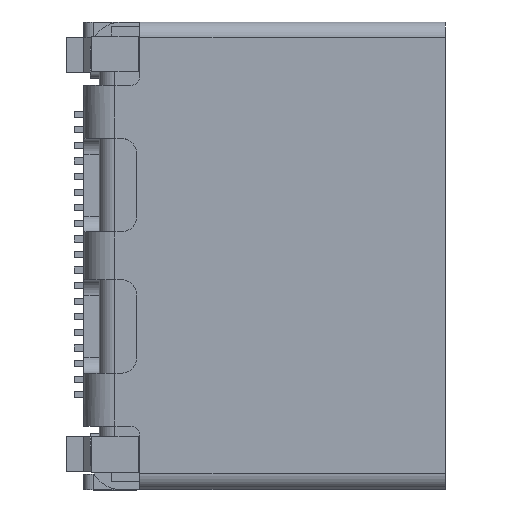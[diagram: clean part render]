
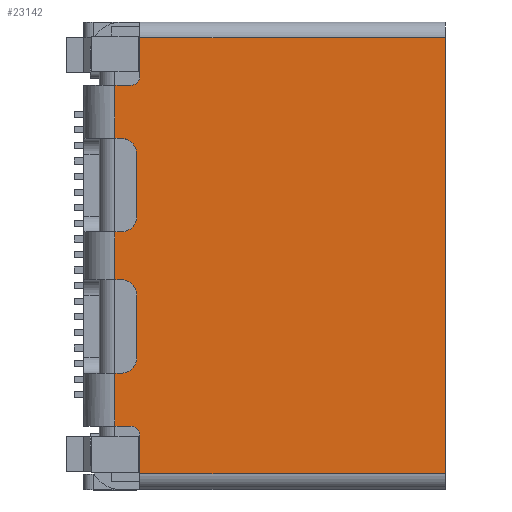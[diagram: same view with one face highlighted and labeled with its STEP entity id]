
A CAD part, top view. The second image highlights one B-rep face of the part: STEP entity #23142.
In plain terms, the highlighted planar face has unit normal (0, 0, 1).
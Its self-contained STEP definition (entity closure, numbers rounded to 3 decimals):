
#430=PLANE('',#24714);
#1214=CIRCLE('',#24389,0.3);
#1223=CIRCLE('',#24404,0.5);
#1224=CIRCLE('',#24406,0.5);
#1273=CIRCLE('',#24497,0.3);
#1282=CIRCLE('',#24512,0.5);
#1283=CIRCLE('',#24514,0.5);
#5090=ORIENTED_EDGE('',*,*,#9074,.T.);
#5091=ORIENTED_EDGE('',*,*,#8616,.T.);
#5092=ORIENTED_EDGE('',*,*,#8590,.F.);
#5093=ORIENTED_EDGE('',*,*,#8618,.T.);
#5094=ORIENTED_EDGE('',*,*,#8593,.F.);
#5095=ORIENTED_EDGE('',*,*,#8613,.T.);
#5096=ORIENTED_EDGE('',*,*,#9025,.T.);
#5097=ORIENTED_EDGE('',*,*,#8620,.F.);
#5098=ORIENTED_EDGE('',*,*,#8569,.F.);
#5099=ORIENTED_EDGE('',*,*,#8843,.F.);
#5100=ORIENTED_EDGE('',*,*,#8913,.T.);
#5101=ORIENTED_EDGE('',*,*,#8946,.F.);
#5102=ORIENTED_EDGE('',*,*,#8915,.F.);
#5103=ORIENTED_EDGE('',*,*,#9032,.F.);
#5104=ORIENTED_EDGE('',*,*,#8729,.F.);
#5105=ORIENTED_EDGE('',*,*,#9044,.F.);
#5106=ORIENTED_EDGE('',*,*,#9030,.T.);
#5107=ORIENTED_EDGE('',*,*,#9049,.T.);
#5108=ORIENTED_EDGE('',*,*,#8753,.F.);
#5109=ORIENTED_EDGE('',*,*,#9045,.T.);
#5110=ORIENTED_EDGE('',*,*,#8750,.F.);
#5111=ORIENTED_EDGE('',*,*,#9047,.T.);
#8569=EDGE_CURVE('',#10973,#10974,#1214,.T.);
#8590=EDGE_CURVE('',#10991,#10992,#1223,.T.);
#8593=EDGE_CURVE('',#10993,#10994,#1224,.T.);
#8613=EDGE_CURVE('',#10993,#11007,#12877,.T.);
#8616=EDGE_CURVE('',#11008,#10992,#12878,.T.);
#8618=EDGE_CURVE('',#10991,#10994,#12880,.T.);
#8620=EDGE_CURVE('',#10974,#11009,#12881,.T.);
#8729=EDGE_CURVE('',#11107,#11108,#1273,.T.);
#8750=EDGE_CURVE('',#11125,#11126,#1282,.T.);
#8753=EDGE_CURVE('',#11127,#11128,#1283,.T.);
#8843=EDGE_CURVE('',#11173,#10973,#13021,.T.);
#8913=EDGE_CURVE('',#11173,#11211,#13073,.T.);
#8915=EDGE_CURVE('',#11213,#11214,#13074,.T.);
#8946=EDGE_CURVE('',#11214,#11211,#13096,.T.);
#9025=EDGE_CURVE('',#11007,#11009,#13149,.T.);
#9030=EDGE_CURVE('',#11267,#11266,#13151,.T.);
#9032=EDGE_CURVE('',#11108,#11213,#13152,.T.);
#9044=EDGE_CURVE('',#11267,#11107,#13159,.T.);
#9045=EDGE_CURVE('',#11127,#11126,#13160,.T.);
#9047=EDGE_CURVE('',#11125,#11269,#13161,.T.);
#9049=EDGE_CURVE('',#11266,#11128,#13163,.T.);
#9074=EDGE_CURVE('',#11269,#11008,#13184,.T.);
#10973=VERTEX_POINT('',#33982);
#10974=VERTEX_POINT('',#33984);
#10991=VERTEX_POINT('',#34027);
#10992=VERTEX_POINT('',#34029);
#10993=VERTEX_POINT('',#34033);
#10994=VERTEX_POINT('',#34035);
#11007=VERTEX_POINT('',#34078);
#11008=VERTEX_POINT('',#34082);
#11009=VERTEX_POINT('',#34092);
#11107=VERTEX_POINT('',#34341);
#11108=VERTEX_POINT('',#34343);
#11125=VERTEX_POINT('',#34386);
#11126=VERTEX_POINT('',#34388);
#11127=VERTEX_POINT('',#34392);
#11128=VERTEX_POINT('',#34394);
#11173=VERTEX_POINT('',#34560);
#11211=VERTEX_POINT('',#34680);
#11213=VERTEX_POINT('',#34685);
#11214=VERTEX_POINT('',#34687);
#11266=VERTEX_POINT('',#34937);
#11267=VERTEX_POINT('',#34939);
#11269=VERTEX_POINT('',#34971);
#12877=LINE('',#34079,#15079);
#12878=LINE('',#34084,#15080);
#12880=LINE('',#34088,#15082);
#12881=LINE('',#34091,#15083);
#13021=LINE('',#34559,#15223);
#13073=LINE('',#34681,#15275);
#13074=LINE('',#34686,#15276);
#13096=LINE('',#34745,#15298);
#13149=LINE('',#34923,#15351);
#13151=LINE('',#34938,#15353);
#13152=LINE('',#34942,#15354);
#13159=LINE('',#34966,#15361);
#13160=LINE('',#34968,#15362);
#13161=LINE('',#34972,#15363);
#13163=LINE('',#34975,#15365);
#13184=LINE('',#35034,#15386);
#15079=VECTOR('',#27866,1000.);
#15080=VECTOR('',#27873,1000.);
#15082=VECTOR('',#27879,1000.);
#15083=VECTOR('',#27884,1000.);
#15223=VECTOR('',#28294,1000.);
#15275=VECTOR('',#28408,1000.);
#15276=VECTOR('',#28413,1000.);
#15298=VECTOR('',#28465,1000.);
#15351=VECTOR('',#28626,1000.);
#15353=VECTOR('',#28634,1000.);
#15354=VECTOR('',#28639,1000.);
#15361=VECTOR('',#28662,1000.);
#15362=VECTOR('',#28665,1000.);
#15363=VECTOR('',#28670,1000.);
#15365=VECTOR('',#28674,1000.);
#15386=VECTOR('',#28767,1000.);
#17037=EDGE_LOOP('',(#5090,#5091,#5092,#5093,#5094,#5095,#5096,#5097,#5098,
#5099,#5100,#5101,#5102,#5103,#5104,#5105,#5106,#5107,#5108,#5109,#5110,
#5111));
#18123=FACE_BOUND('',#17037,.T.);
#23142=ADVANCED_FACE('',(#18123),#430,.T.);
#24389=AXIS2_PLACEMENT_3D('',#33983,#27783,#27784);
#24404=AXIS2_PLACEMENT_3D('',#34028,#27825,#27826);
#24406=AXIS2_PLACEMENT_3D('',#34034,#27831,#27832);
#24497=AXIS2_PLACEMENT_3D('',#34342,#28087,#28088);
#24512=AXIS2_PLACEMENT_3D('',#34387,#28129,#28130);
#24514=AXIS2_PLACEMENT_3D('',#34393,#28135,#28136);
#24714=AXIS2_PLACEMENT_3D('',#35033,#28765,#28766);
#27783=DIRECTION('',(0.,0.,1.));
#27784=DIRECTION('',(-1.,0.,0.));
#27825=DIRECTION('',(0.,0.,1.));
#27826=DIRECTION('',(-1.,0.,0.));
#27831=DIRECTION('',(0.,0.,1.));
#27832=DIRECTION('',(-1.,0.,0.));
#27866=DIRECTION('',(0.,-1.,0.));
#27873=DIRECTION('',(0.,1.,0.));
#27879=DIRECTION('',(1.,0.,0.));
#27884=DIRECTION('',(0.,-1.,0.));
#28087=DIRECTION('',(0.,0.,1.));
#28088=DIRECTION('',(-1.,0.,0.));
#28129=DIRECTION('',(0.,0.,1.));
#28130=DIRECTION('',(-1.,0.,0.));
#28135=DIRECTION('',(0.,0.,1.));
#28136=DIRECTION('',(-1.,0.,0.));
#28294=DIRECTION('',(-1.,0.,0.));
#28408=DIRECTION('',(0.,1.,0.));
#28413=DIRECTION('',(0.,1.,0.));
#28465=DIRECTION('',(1.,0.,0.));
#28626=DIRECTION('',(1.,0.,0.));
#28634=DIRECTION('',(1.,0.,0.));
#28639=DIRECTION('',(-1.,0.,0.));
#28662=DIRECTION('',(0.,1.,0.));
#28665=DIRECTION('',(1.,0.,0.));
#28670=DIRECTION('',(0.,-1.,0.));
#28674=DIRECTION('',(0.,1.,0.));
#28765=DIRECTION('',(0.,0.,1.));
#28766=DIRECTION('',(-1.,0.,0.));
#28767=DIRECTION('',(1.,0.,0.));
#33982=CARTESIAN_POINT('',(5.815,-0.8,2.035));
#33983=CARTESIAN_POINT('',(5.815,-1.1,2.035));
#33984=CARTESIAN_POINT('',(5.515,-1.1,2.035));
#34027=CARTESIAN_POINT('',(1.315,-0.9,2.035));
#34028=CARTESIAN_POINT('',(1.315,-1.4,2.035));
#34029=CARTESIAN_POINT('',(0.815,-1.4,2.035));
#34033=CARTESIAN_POINT('',(3.815,-1.4,2.035));
#34034=CARTESIAN_POINT('',(3.315,-1.4,2.035));
#34035=CARTESIAN_POINT('',(3.315,-0.9,2.035));
#34078=CARTESIAN_POINT('',(3.815,-1.6,2.035));
#34079=CARTESIAN_POINT('',(3.815,-0.9,2.035));
#34082=CARTESIAN_POINT('',(0.815,-1.6,2.035));
#34084=CARTESIAN_POINT('',(0.815,-2.6,2.035));
#34088=CARTESIAN_POINT('',(0.815,-0.9,2.035));
#34091=CARTESIAN_POINT('',(5.515,-0.8,2.035));
#34092=CARTESIAN_POINT('',(5.515,-1.6,2.035));
#34341=CARTESIAN_POINT('',(-5.415,-1.1,2.035));
#34342=CARTESIAN_POINT('',(-5.715,-1.1,2.035));
#34343=CARTESIAN_POINT('',(-5.715,-0.8,2.035));
#34386=CARTESIAN_POINT('',(-0.715,-1.4,2.035));
#34387=CARTESIAN_POINT('',(-1.215,-1.4,2.035));
#34388=CARTESIAN_POINT('',(-1.215,-0.9,2.035));
#34392=CARTESIAN_POINT('',(-3.215,-0.9,2.035));
#34393=CARTESIAN_POINT('',(-3.215,-1.4,2.035));
#34394=CARTESIAN_POINT('',(-3.715,-1.4,2.035));
#34559=CARTESIAN_POINT('',(7.04,-0.8,2.035));
#34560=CARTESIAN_POINT('',(7.04,-0.8,2.035));
#34680=CARTESIAN_POINT('',(7.04,9.,2.035));
#34681=CARTESIAN_POINT('',(7.04,-3.,2.035));
#34685=CARTESIAN_POINT('',(-6.94,-0.8,2.035));
#34686=CARTESIAN_POINT('',(-6.94,-3.,2.035));
#34687=CARTESIAN_POINT('',(-6.94,9.,2.035));
#34745=CARTESIAN_POINT('',(7.04,9.,2.035));
#34923=CARTESIAN_POINT('',(-6.94,-1.6,2.035));
#34937=CARTESIAN_POINT('',(-3.715,-1.6,2.035));
#34938=CARTESIAN_POINT('',(-6.94,-1.6,2.035));
#34939=CARTESIAN_POINT('',(-5.415,-1.6,2.035));
#34942=CARTESIAN_POINT('',(-5.415,-0.8,2.035));
#34966=CARTESIAN_POINT('',(-5.415,-2.6,2.035));
#34968=CARTESIAN_POINT('',(-3.715,-0.9,2.035));
#34971=CARTESIAN_POINT('',(-0.715,-1.6,2.035));
#34972=CARTESIAN_POINT('',(-0.715,-0.9,2.035));
#34975=CARTESIAN_POINT('',(-3.715,-2.6,2.035));
#35033=CARTESIAN_POINT('',(7.04,-3.,2.035));
#35034=CARTESIAN_POINT('',(-6.94,-1.6,2.035));
